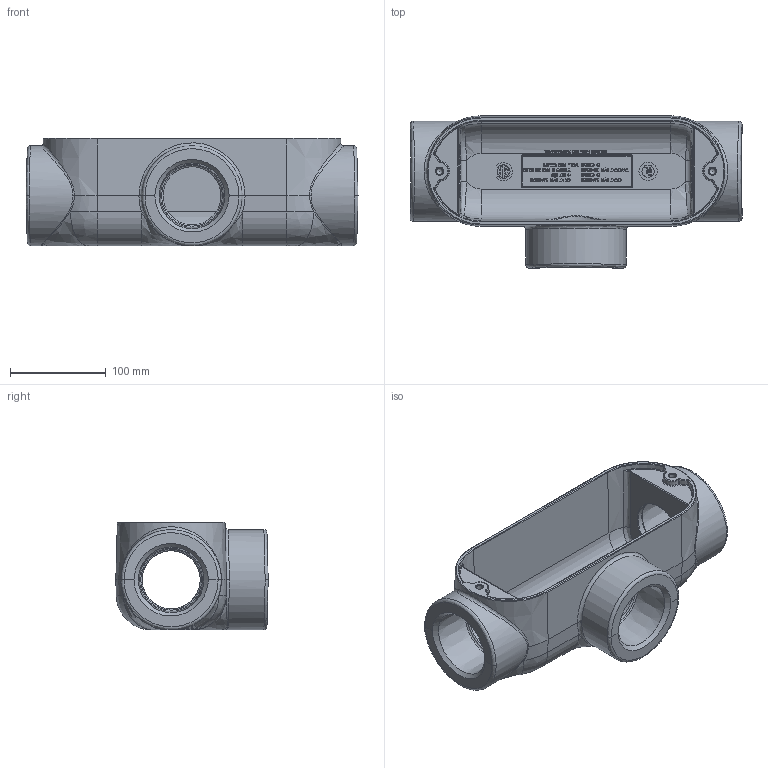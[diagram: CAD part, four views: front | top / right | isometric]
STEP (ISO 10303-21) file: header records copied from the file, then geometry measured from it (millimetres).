
FILE_DESCRIPTION(/* description */ ('OT-7 & OT-8'),/* implementation_level */ '2;1');
FILE_NAME(/* name */ 'KIL_OT-8.stp',/* time_stamp */ '2019-12-26T12:24:08+06:00',/* author */ ('mashraf'),/* organization */ (''),/* preprocessor_version */ 'ST-DEVELOPER v16.13',/* originating_system */ 'Autodesk Inventor 2018',/* authorisation */ '');
FILE_SCHEMA (('AUTOMOTIVE_DESIGN { 1 0 10303 214 3 1 1 }'));
Length unit declared in the file: inch
Products named in the file (1): 12358
Bounding box: 347.66 x 159.54 x 112.71 mm (x, y, z)
Volume: 1236803.6 mm3; surface area: 248498.8 mm2
Topology: 1 solids, 1 shells, 2069 faces, 5565 edges, 3645 vertices
Faces by surface type: plane 1058, bspline 874, cylinder 73, torus 28, cone 26, sphere 10
Full cylindrical faces by diameter (mm): 12.751 x1, 19.101 x1, 60.858 x3, 104.775 x3
Entity records: 72539 total; most frequent: CARTESIAN_POINT 26372, ORIENTED_EDGE 11026, DIRECTION 6713, EDGE_CURVE 5513, VERTEX_POINT 3635, LINE 3415, VECTOR 3415, EDGE_LOOP 2264
